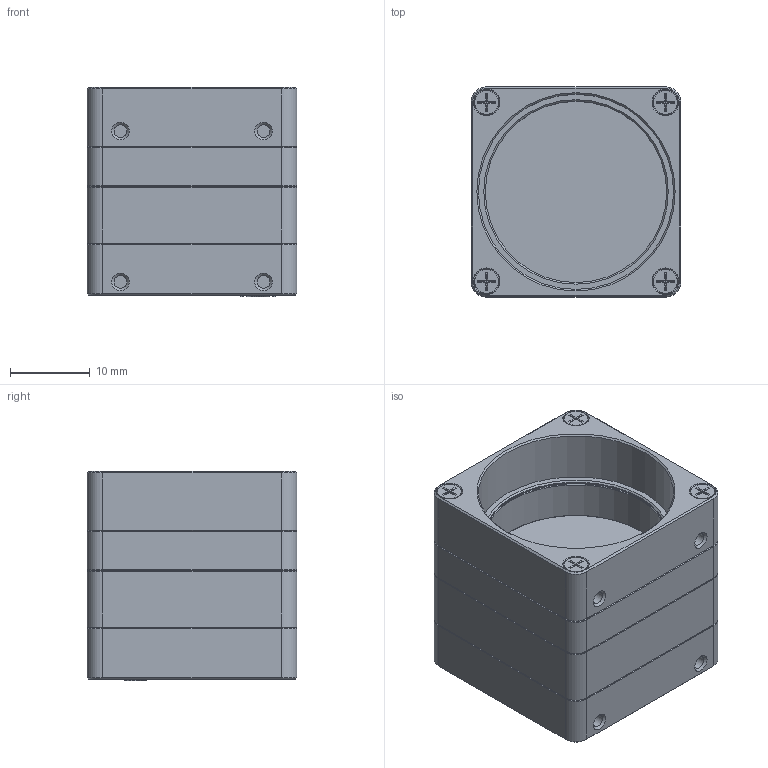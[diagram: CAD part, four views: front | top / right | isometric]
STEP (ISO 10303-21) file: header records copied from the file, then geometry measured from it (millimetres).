
FILE_DESCRIPTION(/* description */ (''),/* implementation_level */ '2;1');
FILE_NAME(/* name */ 'STP-MQ-(MQ013xG-E2)-ASSM.stp',/* time_stamp */ '2020-09-21T15:19:36+02:00',/* author */ (''),/* organization */ (''),/* preprocessor_version */ 'ST-DEVELOPER v16.7',/* originating_system */ 'SIEMENS PLM Software NX 1915',/* authorisation */ '');
FILE_SCHEMA (('AUTOMOTIVE_DESIGN { 1 0 10303 214 3 1 1 1 }'));
Length unit declared in the file: inch
Products named in the file (19): EV76C560_Glass; MECH-MQ013-GSKT; FLT-BK7-AR2X-D25; MECH-O-RING-22X1-VI370; MECH-MQ-MID-013-E2-REV2; MECH-LIGHTPIPE-1.63X4.14; MECH-EMI-GSKT-1.3X2.3X11; MECH-MQ-THERMAL-PAD; SROB-M2x10-CUST ; MECH-MQ-REAR; SROB-M2x14-CUST; MECH-MQ-CS-C; MECH-MQ-FRONT; EV76C560_MODEL; MQ013xG-E2-PCA-LW_MODEL; SUBASSM-MQ-MID-013-E2; SUBASSM-MQ-REAR; SUBASSM-MQ-FRONT; ASSM-MQXXXxG-XX-LW
Assembly tree (27 placements, depth 4):
  ASSM-MQXXXxG-XX-LW
    SUBASSM-MQ-FRONT
      MECH-MQ-FRONT
      MECH-MQ-CS-C
      SROB-M2x14-CUST  x4
    SUBASSM-MQ-REAR
      MECH-MQ-REAR
      SROB-M2x10-CUST   x4
      MECH-MQ-THERMAL-PAD
      MECH-EMI-GSKT-1.3X2.3X11  x2
      MECH-LIGHTPIPE-1.63X4.14  x3
    SUBASSM-MQ-MID-013-E2
      MECH-MQ-MID-013-E2-REV2
      MECH-O-RING-22X1-VI370
      FLT-BK7-AR2X-D25
      MECH-MQ013-GSKT
    MQ013xG-E2-PCA-LW_MODEL
      EV76C560_MODEL
        EV76C560_Glass
Bounding box: 26.4 x 26.4 x 26.31 mm (x, y, z)
Volume: 9278.9 mm3; surface area: 14904.9 mm2
Topology: 40 solids, 40 shells, 2112 faces, 5549 edges, 3536 vertices
Faces by surface type: plane 1318, cylinder 576, cone 202, torus 10, bspline 4, extrusion 2
Full cylindrical faces by diameter (mm): 0.3 x23, 0.5 x4, 0.512 x3, 0.9 x3, 1.6 x17, 1.9 x8, 2 x16, 3 x8, 3.2 x8, 4.6 x1, 5.07 x1, 21 x1, 21.6 x1, 22.8 x2, 24.4 x1, 24.541 x1, 25 x1, 25.1 x1
Entity records: 61357 total; most frequent: CARTESIAN_POINT 10360, DIRECTION 9914, ORIENTED_EDGE 9722, EDGE_CURVE 4861, VECTOR 3518, LINE 3516, AXIS2_PLACEMENT_3D 3198, VERTEX_POINT 3174
